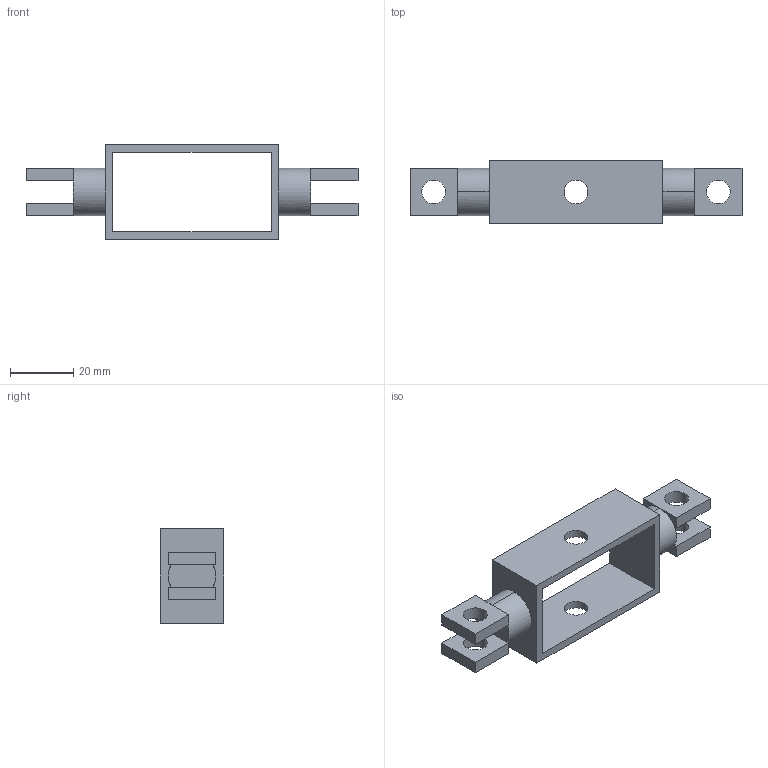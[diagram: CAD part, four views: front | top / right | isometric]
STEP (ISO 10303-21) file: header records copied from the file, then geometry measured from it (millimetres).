
FILE_DESCRIPTION (( 'STEP AP203' ), '1' );
FILE_NAME ('n-Bracket - Copy_Default_sldprt.STEP', '2021-04-01T17:28:15', ( '' ), ( '' ), 'SwSTEP 2.0', 'SolidWorks 2020', '' );
FILE_SCHEMA (( 'CONFIG_CONTROL_DESIGN' ));
Length unit declared in the file: millimetre
Products named in the file (1): n-Bracket - Copy_Default_sldprt
Bounding box: 105 x 20 x 30 mm (x, y, z)
Volume: 14206.5 mm3; surface area: 10564.5 mm2
Topology: 1 solids, 1 shells, 56 faces, 140 edges, 88 vertices
Faces by surface type: plane 40, cylinder 16
Entity records: 1761 total; most frequent: DIRECTION 294, CARTESIAN_POINT 285, ORIENTED_EDGE 280, EDGE_CURVE 140, LINE 100, VECTOR 100, AXIS2_PLACEMENT_3D 97, VERTEX_POINT 88
